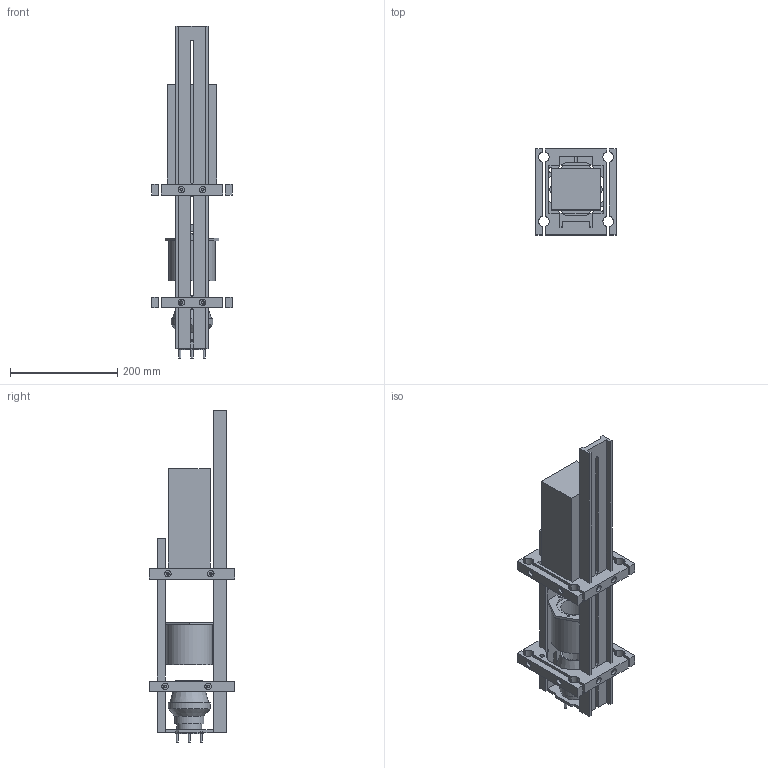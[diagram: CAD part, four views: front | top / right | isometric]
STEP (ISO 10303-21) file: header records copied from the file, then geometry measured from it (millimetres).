
FILE_DESCRIPTION(('FreeCAD Model'),'2;1');
FILE_NAME('CarriageLensCellAndCamera.stp','2012-11-21T12:03:51',('FreeCAD'),('FreeCAD'), 'Open CASCADE STEP processor 6.5','FreeCAD','Unknown');
FILE_SCHEMA(('AUTOMOTIVE_DESIGN_CC2 { 1 2 10303 214 -1 1 5 4 }'));
Length unit declared in the file: millimetre
Products named in the file (16): Open CASCADE STEP translator 6.5 7; Open CASCADE STEP translator 6.5 7.1; Open CASCADE STEP translator 6.5 7.2; Open CASCADE STEP translator 6.5 7.3; Open CASCADE STEP translator 6.5 7.4; Open CASCADE STEP translator 6.5 7.4.1; Open CASCADE STEP translator 6.5 7.4.2; Open CASCADE STEP translator 6.5 7.4.3; Open CASCADE STEP translator 6.5 7.5; Open CASCADE STEP translator 6.5 7.5.1; Open CASCADE STEP translator 6.5 7.5.2; Open CASCADE STEP translator 6.5 7.5.3; Open CASCADE STEP translator 6.5 7.6; Open CASCADE STEP translator 6.5 7.7; Open CASCADE STEP translator 6.5 7.8; Open CASCADE STEP translator 6.5 7.9
Assembly tree (15 placements, depth 3):
  Open CASCADE STEP translator 6.5 7
    Open CASCADE STEP translator 6.5 7.1
    Open CASCADE STEP translator 6.5 7.2
    Open CASCADE STEP translator 6.5 7.3
    Open CASCADE STEP translator 6.5 7.4
      Open CASCADE STEP translator 6.5 7.4.1
      Open CASCADE STEP translator 6.5 7.4.2
      Open CASCADE STEP translator 6.5 7.4.3
    Open CASCADE STEP translator 6.5 7.5
      Open CASCADE STEP translator 6.5 7.5.1
      Open CASCADE STEP translator 6.5 7.5.2
      Open CASCADE STEP translator 6.5 7.5.3
    Open CASCADE STEP translator 6.5 7.6
    Open CASCADE STEP translator 6.5 7.7
    Open CASCADE STEP translator 6.5 7.8
    Open CASCADE STEP translator 6.5 7.9
Bounding box: 150 x 160 x 618.5 mm (x, y, z)
Volume: 3074039.9 mm3; surface area: 495628.6 mm2
Topology: 13 solids, 13 shells, 311 faces, 852 edges, 588 vertices
Faces by surface type: plane 204, cylinder 104, cone 3
Full cylindrical faces by diameter (mm): 4 x17, 5 x14, 5.2 x8, 6.2 x4, 8.4 x2, 12 x16, 36 x1, 41 x1, 42 x1, 46 x1, 50 x1, 52 x1, 54 x1, 65 x1, 78 x1, 86 x1
Entity records: 21813 total; most frequent: CARTESIAN_POINT 4381, DIRECTION 3245, LINE 1794, VECTOR 1794, ORIENTED_EDGE 1704, PCURVE 1704, DEFINITIONAL_REPRESENTATION 1704, EDGE_CURVE 852
